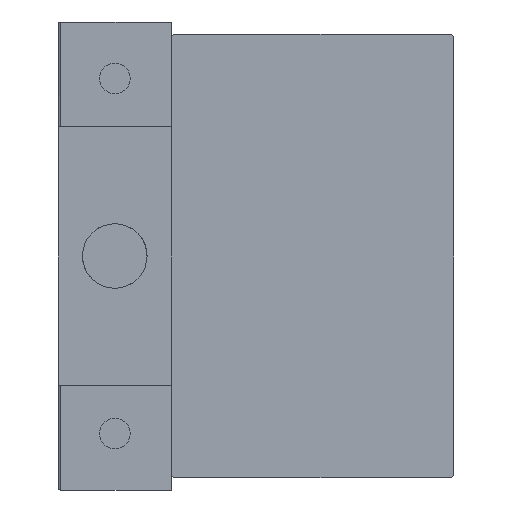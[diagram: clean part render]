
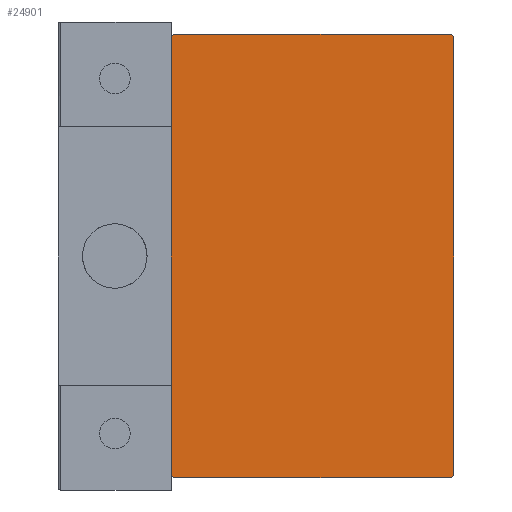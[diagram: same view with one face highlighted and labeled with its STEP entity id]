
A CAD part, left-side view. The second image highlights one B-rep face of the part: STEP entity #24901.
In plain terms, the highlighted face is planar.
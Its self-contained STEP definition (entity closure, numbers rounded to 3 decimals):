
#543 = ORIENTED_EDGE ( 'NONE', *, *, #26544, .T. ) ;
#555 = DIRECTION ( 'NONE',  ( 0., -0.707, 0.707 ) ) ;
#596 = VECTOR ( 'NONE', #43536, 1000. ) ;
#1434 = VECTOR ( 'NONE', #7743, 1000. ) ;
#1787 = CARTESIAN_POINT ( 'NONE',  ( 56., -17.2, 27.5 ) ) ;
#2350 = VECTOR ( 'NONE', #555, 1000. ) ;
#3426 = EDGE_CURVE ( 'NONE', #37656, #9613, #45621, .T. ) ;
#4322 = CARTESIAN_POINT ( 'NONE',  ( 56., -17.5, -27.2 ) ) ;
#5905 = PLANE ( 'NONE',  #49499 ) ;
#6948 = EDGE_CURVE ( 'NONE', #7853, #13177, #13953, .T. ) ;
#7743 = DIRECTION ( 'NONE',  ( 0., -0.707, -0.707 ) ) ;
#7853 = VERTEX_POINT ( 'NONE', #42367 ) ;
#7854 = EDGE_CURVE ( 'NONE', #39894, #7853, #38559, .T. ) ;
#8709 = EDGE_CURVE ( 'NONE', #35113, #37656, #11029, .T. ) ;
#8898 = VECTOR ( 'NONE', #44128, 1000. ) ;
#9104 = CARTESIAN_POINT ( 'NONE',  ( 56., -17.2, -27.5 ) ) ;
#9613 = VERTEX_POINT ( 'NONE', #13100 ) ;
#10094 = LINE ( 'NONE', #33575, #32320 ) ;
#11029 = LINE ( 'NONE', #25715, #41810 ) ;
#12154 = CARTESIAN_POINT ( 'NONE',  ( 56., 22.35, 22.35 ) ) ;
#13100 = CARTESIAN_POINT ( 'NONE',  ( 56., 17.5, 27.2 ) ) ;
#13177 = VERTEX_POINT ( 'NONE', #4322 ) ;
#13953 = LINE ( 'NONE', #48093, #596 ) ;
#15485 = VERTEX_POINT ( 'NONE', #9104 ) ;
#15599 = EDGE_CURVE ( 'NONE', #15485, #35113, #10094, .T. ) ;
#16211 = LINE ( 'NONE', #12154, #2350 ) ;
#17998 = CARTESIAN_POINT ( 'NONE',  ( 56., 17.5, -27.2 ) ) ;
#18728 = ORIENTED_EDGE ( 'NONE', *, *, #3426, .T. ) ;
#18739 = CARTESIAN_POINT ( 'NONE',  ( 56., 17.2, -27.5 ) ) ;
#19771 = ORIENTED_EDGE ( 'NONE', *, *, #42069, .T. ) ;
#21301 = DIRECTION ( 'NONE',  ( 1., 0., 0. ) ) ;
#22433 = ORIENTED_EDGE ( 'NONE', *, *, #8709, .T. ) ;
#22647 = CARTESIAN_POINT ( 'NONE',  ( 56., -22.35, 22.35 ) ) ;
#22960 = ORIENTED_EDGE ( 'NONE', *, *, #7854, .T. ) ;
#23097 = DIRECTION ( 'NONE',  ( 0., 0., 1. ) ) ;
#24901 = ADVANCED_FACE ( 'NONE', ( #25096 ), #5905, .T. ) ;
#25096 = FACE_OUTER_BOUND ( 'NONE', #35816, .T. ) ;
#25715 = CARTESIAN_POINT ( 'NONE',  ( 56., 22.35, -22.35 ) ) ;
#26128 = VECTOR ( 'NONE', #23097, 1000. ) ;
#26544 = EDGE_CURVE ( 'NONE', #13177, #15485, #31378, .T. ) ;
#28704 = CARTESIAN_POINT ( 'NONE',  ( 56., 17.5, 27.5 ) ) ;
#31378 = LINE ( 'NONE', #42262, #37415 ) ;
#32320 = VECTOR ( 'NONE', #33073, 1000. ) ;
#32906 = CARTESIAN_POINT ( 'NONE',  ( 56., 0., 0. ) ) ;
#33073 = DIRECTION ( 'NONE',  ( 0., 1., 0. ) ) ;
#33342 = CARTESIAN_POINT ( 'NONE',  ( 56., 17.2, 27.5 ) ) ;
#33575 = CARTESIAN_POINT ( 'NONE',  ( 56., -17.5, -27.5 ) ) ;
#35113 = VERTEX_POINT ( 'NONE', #18739 ) ;
#35816 = EDGE_LOOP ( 'NONE', ( #38365, #22433, #18728, #19771, #44740, #22960, #44715, #543 ) ) ;
#37415 = VECTOR ( 'NONE', #45807, 1000. ) ;
#37656 = VERTEX_POINT ( 'NONE', #17998 ) ;
#37962 = VERTEX_POINT ( 'NONE', #33342 ) ;
#38365 = ORIENTED_EDGE ( 'NONE', *, *, #15599, .T. ) ;
#38559 = LINE ( 'NONE', #22647, #1434 ) ;
#39894 = VERTEX_POINT ( 'NONE', #1787 ) ;
#40085 = LINE ( 'NONE', #28704, #8898 ) ;
#41810 = VECTOR ( 'NONE', #49225, 1000. ) ;
#42069 = EDGE_CURVE ( 'NONE', #9613, #37962, #16211, .T. ) ;
#42262 = CARTESIAN_POINT ( 'NONE',  ( 56., -22.35, -22.35 ) ) ;
#42367 = CARTESIAN_POINT ( 'NONE',  ( 56., -17.5, 27.2 ) ) ;
#43536 = DIRECTION ( 'NONE',  ( 0., 0., -1. ) ) ;
#44128 = DIRECTION ( 'NONE',  ( 0., -1., 0. ) ) ;
#44715 = ORIENTED_EDGE ( 'NONE', *, *, #6948, .T. ) ;
#44740 = ORIENTED_EDGE ( 'NONE', *, *, #45446, .T. ) ;
#45446 = EDGE_CURVE ( 'NONE', #37962, #39894, #40085, .T. ) ;
#45621 = LINE ( 'NONE', #46113, #26128 ) ;
#45807 = DIRECTION ( 'NONE',  ( 0., 0.707, -0.707 ) ) ;
#46113 = CARTESIAN_POINT ( 'NONE',  ( 56., 17.5, -27.5 ) ) ;
#48093 = CARTESIAN_POINT ( 'NONE',  ( 56., -17.5, 27.5 ) ) ;
#48354 = DIRECTION ( 'NONE',  ( 0., 0., -1. ) ) ;
#49225 = DIRECTION ( 'NONE',  ( 0., 0.707, 0.707 ) ) ;
#49499 = AXIS2_PLACEMENT_3D ( 'NONE', #32906, #21301, #48354 ) ;
